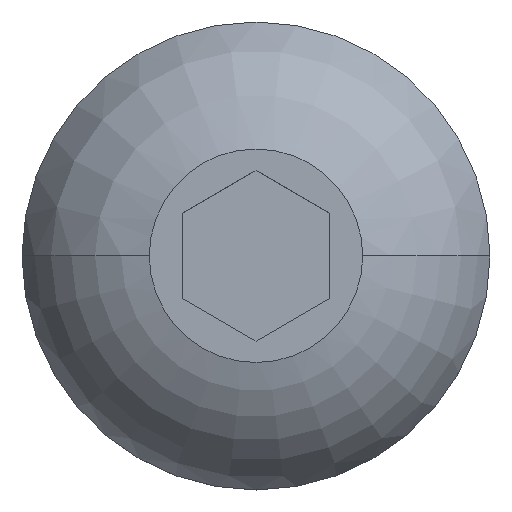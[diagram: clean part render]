
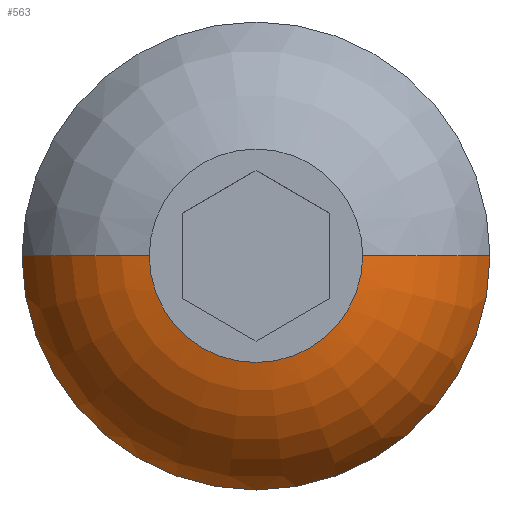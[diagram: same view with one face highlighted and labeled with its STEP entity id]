
A CAD part, top view. The second image highlights one B-rep face of the part: STEP entity #563.
In plain terms, the highlighted toroidal (fillet/blend) face has major radius 1.424 mm and minor radius 3.539 mm.
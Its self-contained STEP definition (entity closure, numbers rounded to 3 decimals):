
#32 = CARTESIAN_POINT ( 'NONE',  ( 2.167, 0., 2.75 ) ) ;
#44 = VERTEX_POINT ( 'NONE', #180 ) ;
#51 = TOROIDAL_SURFACE ( 'NONE', #606, 1.424, 3.539 ) ;
#75 = ORIENTED_EDGE ( 'NONE', *, *, #176, .F. ) ;
#79 = AXIS2_PLACEMENT_3D ( 'NONE', #577, #708, #155 ) ;
#121 = ORIENTED_EDGE ( 'NONE', *, *, #122, .T. ) ;
#122 = EDGE_CURVE ( 'NONE', #561, #734, #629, .T. ) ;
#136 = DIRECTION ( 'NONE',  ( 0., -1., 0. ) ) ;
#141 = CIRCLE ( 'NONE', #79, 2.167 ) ;
#155 = DIRECTION ( 'NONE',  ( -1., 0., 0. ) ) ;
#162 = DIRECTION ( 'NONE',  ( -1., 0., 0. ) ) ;
#167 = FACE_OUTER_BOUND ( 'NONE', #301, .T. ) ;
#176 = EDGE_CURVE ( 'NONE', #365, #44, #265, .T. ) ;
#180 = CARTESIAN_POINT ( 'NONE',  ( 4.75, 0., 0.5 ) ) ;
#211 = DIRECTION ( 'NONE',  ( -1., 0., 0. ) ) ;
#219 = EDGE_CURVE ( 'NONE', #561, #365, #141, .T. ) ;
#224 = CARTESIAN_POINT ( 'NONE',  ( -4.75, 0., 0.5 ) ) ;
#265 = CIRCLE ( 'NONE', #269, 3.539 ) ;
#269 = AXIS2_PLACEMENT_3D ( 'NONE', #755, #572, #759 ) ;
#271 = CARTESIAN_POINT ( 'NONE',  ( 0., 0., -0.711 ) ) ;
#301 = EDGE_LOOP ( 'NONE', ( #75, #786, #121, #503 ) ) ;
#365 = VERTEX_POINT ( 'NONE', #32 ) ;
#388 = AXIS2_PLACEMENT_3D ( 'NONE', #461, #769, #162 ) ;
#443 = CIRCLE ( 'NONE', #388, 4.75 ) ;
#444 = DIRECTION ( 'NONE',  ( 0., 0., -1. ) ) ;
#461 = CARTESIAN_POINT ( 'NONE',  ( 0., 0., 0.5 ) ) ;
#501 = DIRECTION ( 'NONE',  ( 0., 0., -1. ) ) ;
#503 = ORIENTED_EDGE ( 'NONE', *, *, #600, .F. ) ;
#561 = VERTEX_POINT ( 'NONE', #772 ) ;
#563 = ADVANCED_FACE ( 'NONE', ( #167 ), #51, .T. ) ;
#565 = CARTESIAN_POINT ( 'NONE',  ( -1.424, 0., -0.711 ) ) ;
#572 = DIRECTION ( 'NONE',  ( 0., 1., 0. ) ) ;
#577 = CARTESIAN_POINT ( 'NONE',  ( 0., 0., 2.75 ) ) ;
#600 = EDGE_CURVE ( 'NONE', #44, #734, #443, .T. ) ;
#606 = AXIS2_PLACEMENT_3D ( 'NONE', #271, #501, #211 ) ;
#629 = CIRCLE ( 'NONE', #650, 3.539 ) ;
#650 = AXIS2_PLACEMENT_3D ( 'NONE', #565, #136, #444 ) ;
#708 = DIRECTION ( 'NONE',  ( 0., 0., 1. ) ) ;
#734 = VERTEX_POINT ( 'NONE', #224 ) ;
#755 = CARTESIAN_POINT ( 'NONE',  ( 1.424, 0., -0.711 ) ) ;
#759 = DIRECTION ( 'NONE',  ( -1., 0., 0. ) ) ;
#769 = DIRECTION ( 'NONE',  ( 0., 0., -1. ) ) ;
#772 = CARTESIAN_POINT ( 'NONE',  ( -2.167, 0., 2.75 ) ) ;
#786 = ORIENTED_EDGE ( 'NONE', *, *, #219, .F. ) ;
